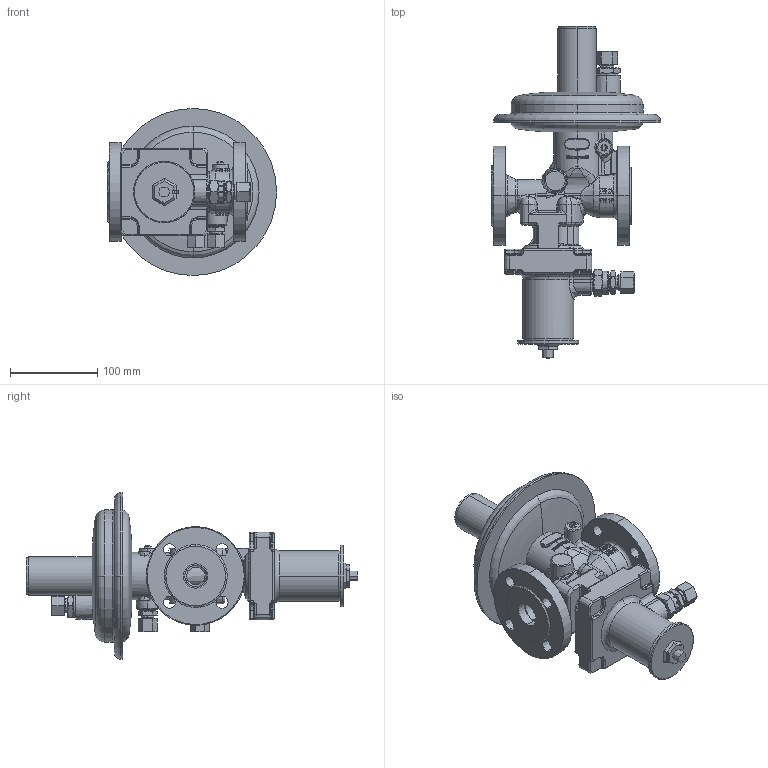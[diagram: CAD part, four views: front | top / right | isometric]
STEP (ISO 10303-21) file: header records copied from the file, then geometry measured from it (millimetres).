
FILE_DESCRIPTION (( 'STEP AP214' ), '1' );
FILE_NAME ('HON300-25-RE1-K1a.STEP', '2020-05-26T05:46:36', ( '' ), ( '' ), 'SwSTEP 2.0', 'SolidWorks 2017', '' );
FILE_SCHEMA (( 'AUTOMOTIVE_DESIGN' ));
Products named in the file (1): HON300-25-RE1-K1a
Bounding box: 193.5 x 379.68 x 191 mm (x, y, z)
Volume: 2269363 mm3; surface area: 236671.8 mm2
Topology: 1 solids, 1 shells, 1539 faces, 3911 edges, 2413 vertices
Faces by surface type: plane 464, bspline 417, cylinder 341, torus 154, cone 128, sphere 35
Entity records: 94568 total; most frequent: CARTESIAN_POINT 61236, ORIENTED_EDGE 7746, DIRECTION 5680, EDGE_CURVE 3873, VERTEX_POINT 2411, AXIS2_PLACEMENT_3D 2160, EDGE_LOOP 1638, FACE_OUTER_BOUND 1539
